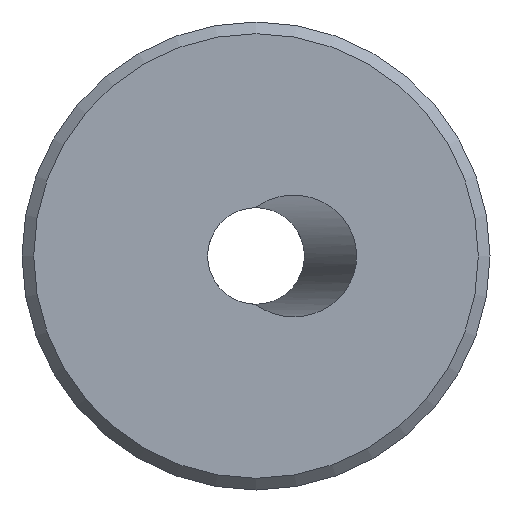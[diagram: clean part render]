
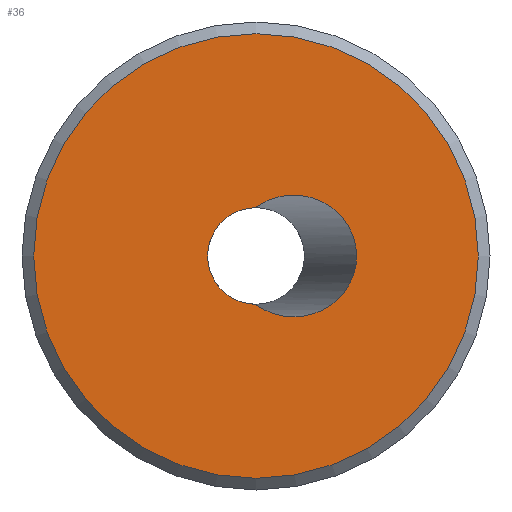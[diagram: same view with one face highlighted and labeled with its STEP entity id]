
A CAD part, left-side view. The second image highlights one B-rep face of the part: STEP entity #36.
In plain terms, the highlighted planar face has unit normal (-1, 0, 0).
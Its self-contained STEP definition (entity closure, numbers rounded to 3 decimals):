
#36 = ADVANCED_FACE( '', ( #77, #78 ), #79, .T. );
#77 = FACE_BOUND( '', #130, .T. );
#78 = FACE_OUTER_BOUND( '', #131, .T. );
#79 = PLANE( '', #132 );
#130 = EDGE_LOOP( '', ( #177, #178 ) );
#131 = EDGE_LOOP( '', ( #179 ) );
#132 = AXIS2_PLACEMENT_3D( '', #180, #181, #182 );
#177 = ORIENTED_EDGE( '', *, *, #253, .T. );
#178 = ORIENTED_EDGE( '', *, *, #254, .T. );
#179 = ORIENTED_EDGE( '', *, *, #255, .F. );
#180 = CARTESIAN_POINT( '', ( 0., 9.5, 0. ) );
#181 = DIRECTION( '', ( -1., 0., 0. ) );
#182 = DIRECTION( '', ( 0., 0., 1. ) );
#253 = EDGE_CURVE( '', #279, #280, #281, .F. );
#254 = EDGE_CURVE( '', #280, #279, #282, .T. );
#255 = EDGE_CURVE( '', #283, #283, #284, .T. );
#279 = VERTEX_POINT( '', #317 );
#280 = VERTEX_POINT( '', #318 );
#281 = ELLIPSE( '', #319, 2.692, 2.6 );
#282 = CIRCLE( '', #320, 2.067 );
#283 = VERTEX_POINT( '', #321 );
#284 = CIRCLE( '', #322, 9.5 );
#317 = CARTESIAN_POINT( '', ( 0., 0.025, 2.067 ) );
#318 = CARTESIAN_POINT( '', ( 0., 0.025, -2.067 ) );
#319 = AXIS2_PLACEMENT_3D( '', #424, #425, #426 );
#320 = AXIS2_PLACEMENT_3D( '', #427, #428, #429 );
#321 = CARTESIAN_POINT( '', ( 0., 0., -9.5 ) );
#322 = AXIS2_PLACEMENT_3D( '', #430, #431, #432 );
#424 = CARTESIAN_POINT( '', ( 0., -1.608, 0. ) );
#425 = DIRECTION( '', ( -1., 0., 0. ) );
#426 = DIRECTION( '', ( 0., 1., 0. ) );
#427 = CARTESIAN_POINT( '', ( 0., 0., 0. ) );
#428 = DIRECTION( '', ( 1., 0., 0. ) );
#429 = DIRECTION( '', ( 0., 0., -1. ) );
#430 = CARTESIAN_POINT( '', ( 0., 0., 0. ) );
#431 = DIRECTION( '', ( 1., 0., 0. ) );
#432 = DIRECTION( '', ( 0., 0., -1. ) );
